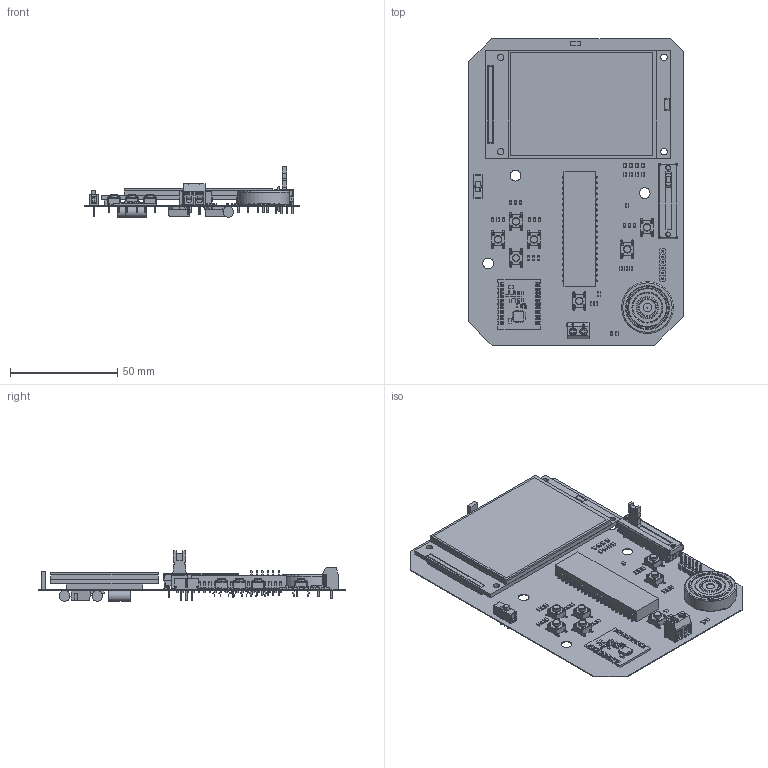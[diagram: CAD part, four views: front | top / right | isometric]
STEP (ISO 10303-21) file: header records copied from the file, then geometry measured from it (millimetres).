
FILE_DESCRIPTION(('Open CASCADE Model'),'2;1');
FILE_NAME('Open CASCADE Shape Model','2024-06-14T10:07:47',('Author'),( 'Open CASCADE'),'Open CASCADE STEP processor 7.5','Open CASCADE 7.5' ,'Unknown');
FILE_SCHEMA(('AUTOMOTIVE_DESIGN { 1 0 10303 214 1 1 1 1 }'));
Length unit declared in the file: millimetre
Products named in the file (80): PCB; Board; Open CASCADE STEP translator 7.5 1.1.1; LD_3; led_cms_0805; LD_2; LD_1; LD_0; LD_Control; U2; regulateur; U1; Creg_vdd3; condensateur_polarise; Creg_vdd1; Creg_vdd2; SWITCH; commutateur; SCREEN; ecran; JMP1; jumper; Jumper; PICKIT4; pickit4-connection; RF LoRa; module_lora; ALIM_VDD9V; power2; BUZZER; buzzer; slide_potentiometer; PTL20-10G0-103B2--3DModel-STEP-1; SW_HOME; PTS645SL502LFS--3DModel-STEP-269445; SW_B; SW_A; SW_UP; SW_RIGHT; SW_DOWN ...
Assembly tree (237 placements, depth 4):
  PCB
    Board
      Open CASCADE STEP translator 7.5 1.1.1
    LD_3
      led_cms_0805
    LD_2
      led_cms_0805
    LD_1
      led_cms_0805
    LD_0
      led_cms_0805
    LD_Control
      led_cms_0805
    U2
      regulateur
    U1
      regulateur
    Creg_vdd3
      condensateur_polarise
    Creg_vdd1
      condensateur_polarise
    Creg_vdd2
      condensateur_polarise
    SWITCH
      commutateur
    SCREEN
      ecran
    JMP1
      jumper
        Jumper
    PICKIT4
      pickit4-connection
    RF LoRa
      module_lora
    ALIM_VDD9V
      power2
    BUZZER
      buzzer
    slide_potentiometer
      PTL20-10G0-103B2--3DModel-STEP-1
    SW_HOME
      PTS645SL502LFS--3DModel-STEP-269445
    SW_B
      PTS645SL502LFS--3DModel-STEP-269445
    SW_A
      PTS645SL502LFS--3DModel-STEP-269445
    SW_UP
      PTS645SL502LFS--3DModel-STEP-269445
    SW_RIGHT
      PTS645SL502LFS--3DModel-STEP-269445
    SW_DOWN
      PTS645SL502LFS--3DModel-STEP-269445
    SW_LEFT
      PTS645SL502LFS--3DModel-STEP-269445
    R5
      resistance_cms
    uC
      6272582064
        Extruded
      6272581904  x40
Bounding box: 100.08 x 142.75 x 23.58 mm (x, y, z)
Volume: 36617.3 mm3; surface area: 68864.9 mm2
Topology: 447 solids, 447 shells, 5562 faces, 13411 edges, 8770 vertices
Faces by surface type: plane 4397, cylinder 999, torus 93, bspline 45, sphere 20, cone 4, revolution 4
Full cylindrical faces by diameter (mm): 0.5 x1, 0.7 x3, 0.762 x14, 0.8 x2, 0.812 x6, 0.9 x40, 0.914 x16, 1 x2, 1.016 x42, 1.32 x2, 1.4 x6, 3 x4, 3.252 x2, 3.8 x2, 4 x1, 4.296 x2, 5 x6, 15 x1, 17 x1, 21 x1, 22 x1, 23 x1, 24 x1
Entity records: 70327 total; most frequent: CARTESIAN_POINT 14786, DIRECTION 10726, ORIENTED_EDGE 10542, EDGE_CURVE 5271, LINE 4014, VECTOR 4014, VERTEX_POINT 3380, AXIS2_PLACEMENT_3D 3354
